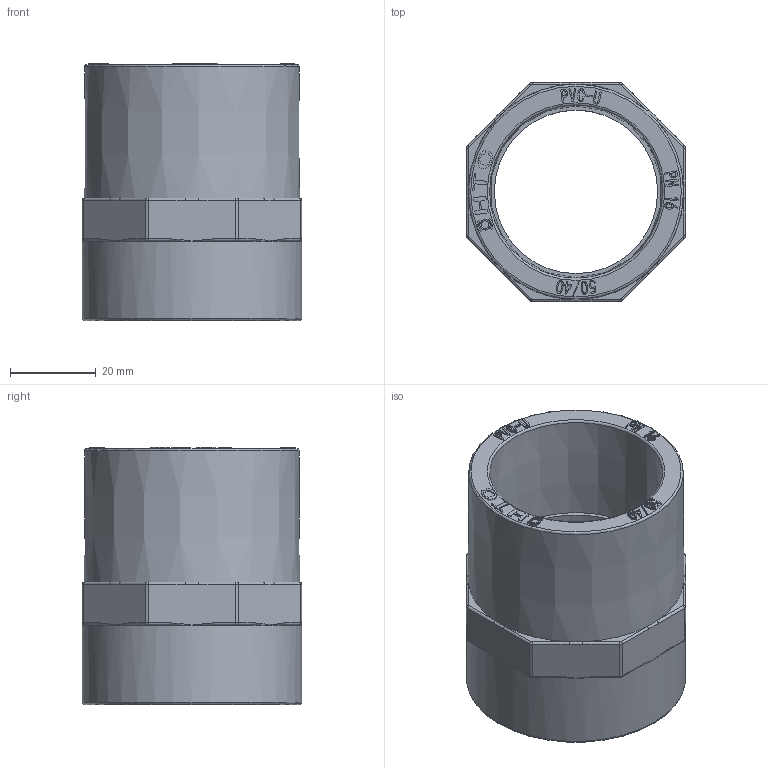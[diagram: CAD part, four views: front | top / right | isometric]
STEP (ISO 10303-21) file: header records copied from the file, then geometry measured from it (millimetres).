
FILE_DESCRIPTION(/* description */ (''),/* implementation_level */ '2;1');
FILE_NAME(/* name */ '40-50X1-1÷4内外插内螺纹变接头.stp',/* time_stamp */ '2024-03-25T16:10:39+08:00',/* author */ (''),/* organization */ (''),/* preprocessor_version */ 'ST-DEVELOPER v16',/* originating_system */ 'SIEMENS PLM Software NX 10.0',/* authorisation */ '');
FILE_SCHEMA (('AUTOMOTIVE_DESIGN { 1 0 10303 214 3 1 1 1 }'));
Length unit declared in the file: millimetre
Products named in the file (1): gelv1410B640vnro
Bounding box: 51 x 51 x 59.8 mm (x, y, z)
Volume: 45372.1 mm3; surface area: 20916.9 mm2
Topology: 1 solids, 1 shells, 860 faces, 2424 edges, 1580 vertices
Faces by surface type: plane 743, cylinder 60, bspline 42, extrusion 9, torus 4, cone 2
Full cylindrical faces by diameter (mm): 1.821 x1, 2.428 x1, 38 x1, 41.91 x9, 45 x1, 51 x1
Entity records: 33094 total; most frequent: CARTESIAN_POINT 14084, ORIENTED_EDGE 4732, DIRECTION 2728, EDGE_CURVE 2366, VERTEX_POINT 1559, B_SPLINE_CURVE_WITH_KNOTS 1423, AXIS2_PLACEMENT_3D 966, EDGE_LOOP 895
